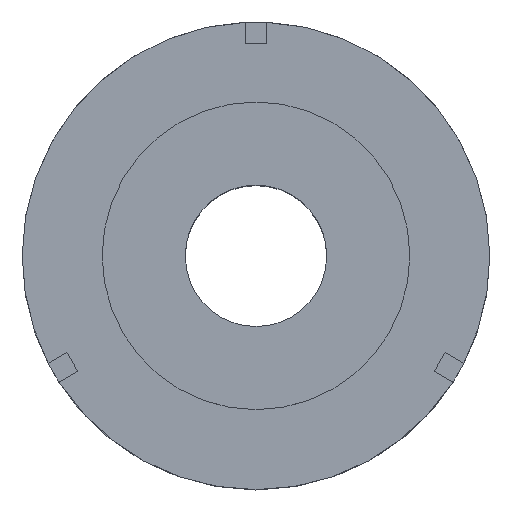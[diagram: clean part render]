
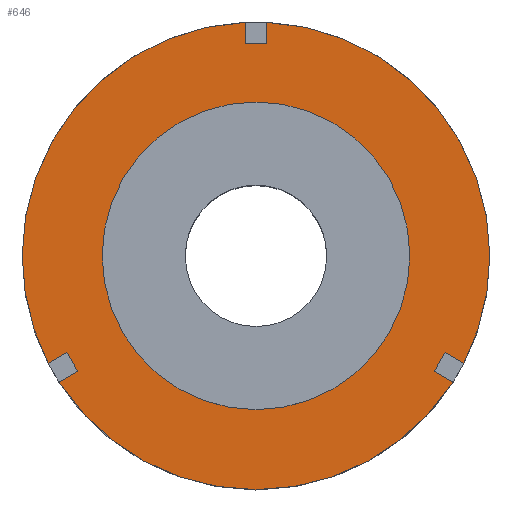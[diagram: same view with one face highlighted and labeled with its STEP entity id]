
A CAD part, top view. The second image highlights one B-rep face of the part: STEP entity #646.
In plain terms, the highlighted planar face has unit normal (0, 0, 1).
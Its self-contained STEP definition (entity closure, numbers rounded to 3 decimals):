
#3 = LINE ( 'NONE', #735, #325 ) ;
#23 = VECTOR ( 'NONE', #514, 1000. ) ;
#32 = EDGE_CURVE ( 'NONE', #210, #1029, #958, .T. ) ;
#60 = CARTESIAN_POINT ( 'NONE',  ( 90.497, -58.022, 150. ) ) ;
#87 = CIRCLE ( 'NONE', #578, 107.5 ) ;
#99 = VECTOR ( 'NONE', #343, 1000. ) ;
#119 = DIRECTION ( 'NONE',  ( -0.5, -0.866, 0. ) ) ;
#148 = VERTEX_POINT ( 'NONE', #258 ) ;
#170 = EDGE_CURVE ( 'NONE', #1019, #396, #630, .T. ) ;
#171 = AXIS2_PLACEMENT_3D ( 'NONE', #690, #698, #703 ) ;
#178 = VECTOR ( 'NONE', #119, 1000. ) ;
#188 = FACE_OUTER_BOUND ( 'NONE', #1169, .T. ) ;
#194 = AXIS2_PLACEMENT_3D ( 'NONE', #507, #513, #519 ) ;
#204 = CARTESIAN_POINT ( 'NONE',  ( -81.937, -53.08, 150. ) ) ;
#210 = VERTEX_POINT ( 'NONE', #380 ) ;
#212 = FACE_BOUND ( 'NONE', #859, .T. ) ;
#258 = CARTESIAN_POINT ( 'NONE',  ( 5., 97.5, 150. ) ) ;
#263 = EDGE_CURVE ( 'NONE', #999, #1053, #800, .T. ) ;
#264 = CARTESIAN_POINT ( 'NONE',  ( 0., 0., 150. ) ) ;
#311 = CIRCLE ( 'NONE', #883, 107.5 ) ;
#321 = EDGE_CURVE ( 'NONE', #706, #478, #571, .T. ) ;
#325 = VECTOR ( 'NONE', #650, 1000. ) ;
#329 = EDGE_CURVE ( 'NONE', #706, #952, #311, .T. ) ;
#337 = CARTESIAN_POINT ( 'NONE',  ( 0., 0., 150. ) ) ;
#341 = DIRECTION ( 'NONE',  ( 0., 0., 1. ) ) ;
#343 = DIRECTION ( 'NONE',  ( 1., 0., 0. ) ) ;
#345 = DIRECTION ( 'NONE',  ( 1., 0., 0. ) ) ;
#353 = EDGE_CURVE ( 'NONE', #396, #912, #866, .T. ) ;
#371 = AXIS2_PLACEMENT_3D ( 'NONE', #337, #341, #345 ) ;
#380 = CARTESIAN_POINT ( 'NONE',  ( -5., 97.5, 150. ) ) ;
#393 = VECTOR ( 'NONE', #901, 1000. ) ;
#396 = VERTEX_POINT ( 'NONE', #805 ) ;
#405 = CARTESIAN_POINT ( 'NONE',  ( 5., 97.5, 150. ) ) ;
#433 = CARTESIAN_POINT ( 'NONE',  ( 81.937, -53.08, 150. ) ) ;
#453 = LINE ( 'NONE', #851, #23 ) ;
#457 = EDGE_CURVE ( 'NONE', #148, #912, #1087, .T. ) ;
#458 = DIRECTION ( 'NONE',  ( 0., 0., 1. ) ) ;
#473 = CARTESIAN_POINT ( 'NONE',  ( -95.497, -49.362, 150. ) ) ;
#478 = VERTEX_POINT ( 'NONE', #204 ) ;
#482 = DIRECTION ( 'NONE',  ( 0., 0., 1. ) ) ;
#507 = CARTESIAN_POINT ( 'NONE',  ( 0., 0., 150. ) ) ;
#513 = DIRECTION ( 'NONE',  ( 0., 0., 1. ) ) ;
#514 = DIRECTION ( 'NONE',  ( 0.866, -0.5, 0. ) ) ;
#517 = EDGE_CURVE ( 'NONE', #1019, #1045, #573, .T. ) ;
#519 = DIRECTION ( 'NONE',  ( 1., 0., 0. ) ) ;
#521 = VERTEX_POINT ( 'NONE', #473 ) ;
#541 = EDGE_CURVE ( 'NONE', #819, #521, #586, .T. ) ;
#543 = DIRECTION ( 'NONE',  ( 0., 1., 0. ) ) ;
#544 = EDGE_CURVE ( 'NONE', #210, #148, #608, .T. ) ;
#558 = CARTESIAN_POINT ( 'NONE',  ( 70.725, 0., 150. ) ) ;
#571 = LINE ( 'NONE', #580, #910 ) ;
#573 = LINE ( 'NONE', #861, #775 ) ;
#575 = EDGE_CURVE ( 'NONE', #1029, #989, #87, .T. ) ;
#578 = AXIS2_PLACEMENT_3D ( 'NONE', #264, #885, #947 ) ;
#580 = CARTESIAN_POINT ( 'NONE',  ( -81.937, -53.08, 150. ) ) ;
#581 = VECTOR ( 'NONE', #794, 1000. ) ;
#584 = DIRECTION ( 'NONE',  ( 0.866, 0.5, 0. ) ) ;
#586 = LINE ( 'NONE', #970, #581 ) ;
#590 = CARTESIAN_POINT ( 'NONE',  ( 5., 107.384, 150. ) ) ;
#592 = CIRCLE ( 'NONE', #684, 70.725 ) ;
#595 = EDGE_CURVE ( 'NONE', #989, #521, #727, .T. ) ;
#605 = CARTESIAN_POINT ( 'NONE',  ( 0., 0., 150. ) ) ;
#608 = LINE ( 'NONE', #905, #99 ) ;
#613 = DIRECTION ( 'NONE',  ( 0., 0., 1. ) ) ;
#619 = DIRECTION ( 'NONE',  ( 1., 0., 0. ) ) ;
#630 = CIRCLE ( 'NONE', #371, 107.5 ) ;
#646 = ADVANCED_FACE ( 'NONE', ( #212, #188 ), #1078, .T. ) ;
#647 = CARTESIAN_POINT ( 'NONE',  ( -70.725, 0., 150. ) ) ;
#650 = DIRECTION ( 'NONE',  ( -0.5, 0.866, 0. ) ) ;
#664 = DIRECTION ( 'NONE',  ( -0.866, 0.5, 0. ) ) ;
#681 = CARTESIAN_POINT ( 'NONE',  ( -5., 107.384, 150. ) ) ;
#684 = AXIS2_PLACEMENT_3D ( 'NONE', #833, #458, #746 ) ;
#690 = CARTESIAN_POINT ( 'NONE',  ( 0., 0., 150. ) ) ;
#697 = CARTESIAN_POINT ( 'NONE',  ( 86.937, -44.42, 150. ) ) ;
#698 = DIRECTION ( 'NONE',  ( 0., 0., 1. ) ) ;
#703 = DIRECTION ( 'NONE',  ( 1., 0., 0. ) ) ;
#706 = VERTEX_POINT ( 'NONE', #892 ) ;
#727 = CIRCLE ( 'NONE', #730, 107.5 ) ;
#730 = AXIS2_PLACEMENT_3D ( 'NONE', #740, #898, #782 ) ;
#735 = CARTESIAN_POINT ( 'NONE',  ( -81.937, -53.08, 150. ) ) ;
#740 = CARTESIAN_POINT ( 'NONE',  ( 0., 0., 150. ) ) ;
#746 = DIRECTION ( 'NONE',  ( 1., 0., 0. ) ) ;
#753 = CARTESIAN_POINT ( 'NONE',  ( 95.497, -49.362, 150. ) ) ;
#754 = AXIS2_PLACEMENT_3D ( 'NONE', #558, #482, #825 ) ;
#775 = VECTOR ( 'NONE', #664, 1000. ) ;
#782 = DIRECTION ( 'NONE',  ( 1., 0., 0. ) ) ;
#786 = CARTESIAN_POINT ( 'NONE',  ( 70.725, 0., 150. ) ) ;
#791 = CARTESIAN_POINT ( 'NONE',  ( -107.5, 0., 150. ) ) ;
#793 = EDGE_CURVE ( 'NONE', #1073, #952, #453, .T. ) ;
#794 = DIRECTION ( 'NONE',  ( -0.866, -0.5, 0. ) ) ;
#800 = CIRCLE ( 'NONE', #194, 70.725 ) ;
#805 = CARTESIAN_POINT ( 'NONE',  ( 107.5, 0., 150. ) ) ;
#819 = VERTEX_POINT ( 'NONE', #1090 ) ;
#825 = DIRECTION ( 'NONE',  ( 1., 0., 0. ) ) ;
#832 = EDGE_CURVE ( 'NONE', #478, #819, #3, .T. ) ;
#833 = CARTESIAN_POINT ( 'NONE',  ( 0., 0., 150. ) ) ;
#851 = CARTESIAN_POINT ( 'NONE',  ( 81.937, -53.08, 150. ) ) ;
#859 = EDGE_LOOP ( 'NONE', ( #1177, #1103 ) ) ;
#861 = CARTESIAN_POINT ( 'NONE',  ( 86.937, -44.42, 150. ) ) ;
#866 = CIRCLE ( 'NONE', #171, 107.5 ) ;
#883 = AXIS2_PLACEMENT_3D ( 'NONE', #605, #613, #619 ) ;
#885 = DIRECTION ( 'NONE',  ( 0., 0., 1. ) ) ;
#892 = CARTESIAN_POINT ( 'NONE',  ( -90.497, -58.022, 150. ) ) ;
#898 = DIRECTION ( 'NONE',  ( 0., 0., 1. ) ) ;
#901 = DIRECTION ( 'NONE',  ( 0., 1., 0. ) ) ;
#905 = CARTESIAN_POINT ( 'NONE',  ( -5., 97.5, 150. ) ) ;
#909 = EDGE_CURVE ( 'NONE', #1045, #1073, #1084, .T. ) ;
#910 = VECTOR ( 'NONE', #584, 1000. ) ;
#912 = VERTEX_POINT ( 'NONE', #590 ) ;
#947 = DIRECTION ( 'NONE',  ( 1., 0., 0. ) ) ;
#952 = VERTEX_POINT ( 'NONE', #60 ) ;
#958 = LINE ( 'NONE', #968, #393 ) ;
#960 = CARTESIAN_POINT ( 'NONE',  ( 86.937, -44.42, 150. ) ) ;
#961 = ORIENTED_EDGE ( 'NONE', *, *, #793, .F. ) ;
#968 = CARTESIAN_POINT ( 'NONE',  ( -5., 0., 150. ) ) ;
#970 = CARTESIAN_POINT ( 'NONE',  ( -86.937, -44.42, 150. ) ) ;
#971 = ORIENTED_EDGE ( 'NONE', *, *, #329, .T. ) ;
#983 = ORIENTED_EDGE ( 'NONE', *, *, #321, .F. ) ;
#989 = VERTEX_POINT ( 'NONE', #791 ) ;
#999 = VERTEX_POINT ( 'NONE', #786 ) ;
#1005 = ORIENTED_EDGE ( 'NONE', *, *, #832, .F. ) ;
#1015 = ORIENTED_EDGE ( 'NONE', *, *, #541, .F. ) ;
#1017 = ORIENTED_EDGE ( 'NONE', *, *, #595, .T. ) ;
#1019 = VERTEX_POINT ( 'NONE', #753 ) ;
#1024 = ORIENTED_EDGE ( 'NONE', *, *, #575, .T. ) ;
#1029 = VERTEX_POINT ( 'NONE', #681 ) ;
#1035 = ORIENTED_EDGE ( 'NONE', *, *, #32, .T. ) ;
#1045 = VERTEX_POINT ( 'NONE', #697 ) ;
#1048 = VECTOR ( 'NONE', #543, 1000. ) ;
#1051 = ORIENTED_EDGE ( 'NONE', *, *, #544, .F. ) ;
#1053 = VERTEX_POINT ( 'NONE', #647 ) ;
#1057 = ORIENTED_EDGE ( 'NONE', *, *, #457, .F. ) ;
#1060 = ORIENTED_EDGE ( 'NONE', *, *, #353, .T. ) ;
#1073 = VERTEX_POINT ( 'NONE', #433 ) ;
#1078 = PLANE ( 'NONE',  #754 ) ;
#1079 = ORIENTED_EDGE ( 'NONE', *, *, #170, .T. ) ;
#1084 = LINE ( 'NONE', #960, #178 ) ;
#1087 = LINE ( 'NONE', #405, #1048 ) ;
#1090 = CARTESIAN_POINT ( 'NONE',  ( -86.937, -44.42, 150. ) ) ;
#1091 = ORIENTED_EDGE ( 'NONE', *, *, #517, .F. ) ;
#1103 = ORIENTED_EDGE ( 'NONE', *, *, #1123, .F. ) ;
#1123 = EDGE_CURVE ( 'NONE', #1053, #999, #592, .T. ) ;
#1153 = ORIENTED_EDGE ( 'NONE', *, *, #909, .F. ) ;
#1169 = EDGE_LOOP ( 'NONE', ( #1153, #1091, #1079, #1060, #1057, #1051, #1035, #1024, #1017, #1015, #1005, #983, #971, #961 ) ) ;
#1177 = ORIENTED_EDGE ( 'NONE', *, *, #263, .F. ) ;
